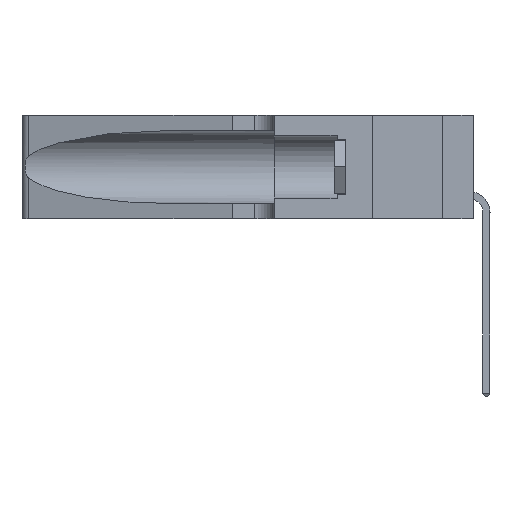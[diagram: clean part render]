
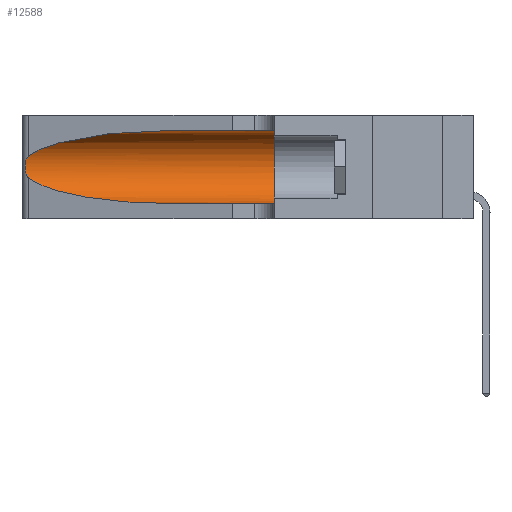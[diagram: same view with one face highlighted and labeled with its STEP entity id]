
A CAD part, left-side view. The second image highlights one B-rep face of the part: STEP entity #12588.
In plain terms, the highlighted cylindrical face has radius 3.308 mm (diameter 6.617 mm), a partial arc.
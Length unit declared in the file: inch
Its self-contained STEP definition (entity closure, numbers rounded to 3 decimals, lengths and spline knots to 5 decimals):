
#1479 = EDGE_CURVE ( 'NONE', #38345, #39625, #36262, .T. ) ;
#1663 = EDGE_LOOP ( 'NONE', ( #26315, #41078, #10286, #20705, #29954, #25212 ) ) ;
#1758 = CARTESIAN_POINT ( 'NONE',  ( 0.18966, 0.96281, 0.05475 ) ) ;
#6497 = CYLINDRICAL_SURFACE ( 'NONE', #23481, 0.13025 ) ;
#7750 = CARTESIAN_POINT ( 'NONE',  ( 0.25487, 1.22718, 0.22369 ) ) ;
#8757 = CARTESIAN_POINT ( 'NONE',  ( 0.1305, 0.35, 0.185 ) ) ;
#9508 = VECTOR ( 'NONE', #33289, 39.37008 ) ;
#9576 = CARTESIAN_POINT ( 'NONE',  ( 0.2373, 1.15595, 0.28018 ) ) ;
#10199 = EDGE_CURVE ( 'NONE', #38345, #27992, #15716, .T. ) ;
#10286 = ORIENTED_EDGE ( 'NONE', *, *, #12878, .T. ) ;
#11398 = EDGE_CURVE ( 'NONE', #46930, #29083, #28161, .T. ) ;
#12588 = ADVANCED_FACE ( 'NONE', ( #30252 ), #6497, .F. ) ;
#12878 = EDGE_CURVE ( 'NONE', #25785, #46930, #32283, .T. ) ;
#12915 = CARTESIAN_POINT ( 'NONE',  ( 0.1305, 0.72297, 0.31525 ) ) ;
#13915 = CARTESIAN_POINT ( 'NONE',  ( 0.1305, 0.72297, 0.05475 ) ) ;
#14188 = CARTESIAN_POINT ( 'NONE',  ( 0.25487, 1.22718, 0.22369 ) ) ;
#15716 =( BOUNDED_CURVE ( )  B_SPLINE_CURVE ( 3, ( #19987, #41910, #9576, #27407 ),
 .UNSPECIFIED., .F., .T. ) 
 B_SPLINE_CURVE_WITH_KNOTS ( ( 4, 4 ),
 ( 1.5708, 2.84003 ),
 .UNSPECIFIED. ) 
 CURVE ( )  GEOMETRIC_REPRESENTATION_ITEM ( )  RATIONAL_B_SPLINE_CURVE ( ( 1., 0.87, 0.87, 1. ) ) 
 REPRESENTATION_ITEM ( '' )  );
#16207 = DIRECTION ( 'NONE',  ( 0., -1., 0. ) ) ;
#16520 = CARTESIAN_POINT ( 'NONE',  ( 0.25487, 1.22718, 0.14631 ) ) ;
#16945 = VECTOR ( 'NONE', #31270, 39.37008 ) ;
#17120 = CIRCLE ( 'NONE', #24668, 0.13025 ) ;
#17648 = CARTESIAN_POINT ( 'NONE',  ( 0.26075, 1.23896, 0.178 ) ) ;
#18526 = CARTESIAN_POINT ( 'NONE',  ( 0.25789, 1.23486, 0.15765 ) ) ;
#19528 = CARTESIAN_POINT ( 'NONE',  ( 0.2373, 1.15595, 0.08982 ) ) ;
#19908 = CARTESIAN_POINT ( 'NONE',  ( 0.25487, 1.22718, 0.14631 ) ) ;
#19987 = CARTESIAN_POINT ( 'NONE',  ( 0.1305, 0.72297, 0.31525 ) ) ;
#20705 = ORIENTED_EDGE ( 'NONE', *, *, #11398, .T. ) ;
#21099 = CARTESIAN_POINT ( 'NONE',  ( 0.25555, 1.22994, 0.2215 ) ) ;
#21594 = EDGE_CURVE ( 'NONE', #27992, #25785, #46276, .T. ) ;
#22679 = DIRECTION ( 'NONE',  ( 0., 1., 0. ) ) ;
#23481 = AXIS2_PLACEMENT_3D ( 'NONE', #33284, #16207, #27907 ) ;
#23760 = CARTESIAN_POINT ( 'NONE',  ( 0.25487, 1.22718, 0.14631 ) ) ;
#24668 = AXIS2_PLACEMENT_3D ( 'NONE', #8757, #22679, #44583 ) ;
#24748 = CARTESIAN_POINT ( 'NONE',  ( 0.25854, 1.2359, 0.20912 ) ) ;
#25212 = ORIENTED_EDGE ( 'NONE', *, *, #1479, .F. ) ;
#25785 = VERTEX_POINT ( 'NONE', #16520 ) ;
#26315 = ORIENTED_EDGE ( 'NONE', *, *, #10199, .T. ) ;
#27407 = CARTESIAN_POINT ( 'NONE',  ( 0.25487, 1.22718, 0.22369 ) ) ;
#27609 = CARTESIAN_POINT ( 'NONE',  ( 0.1305, 1.61858, 0.31525 ) ) ;
#27907 = DIRECTION ( 'NONE',  ( 0., 0., -1. ) ) ;
#27926 = CARTESIAN_POINT ( 'NONE',  ( 0.1305, 0.35, 0.05475 ) ) ;
#27992 = VERTEX_POINT ( 'NONE', #7750 ) ;
#28161 = LINE ( 'NONE', #43834, #9508 ) ;
#28690 = CARTESIAN_POINT ( 'NONE',  ( 0.25639, 1.23186, 0.15144 ) ) ;
#29083 = VERTEX_POINT ( 'NONE', #27926 ) ;
#29954 = ORIENTED_EDGE ( 'NONE', *, *, #35976, .F. ) ;
#30135 = CARTESIAN_POINT ( 'NONE',  ( 0.1305, 0.72297, 0.05475 ) ) ;
#30252 = FACE_OUTER_BOUND ( 'NONE', #1663, .T. ) ;
#31270 = DIRECTION ( 'NONE',  ( 0., -1., 0. ) ) ;
#32283 =( BOUNDED_CURVE ( )  B_SPLINE_CURVE ( 3, ( #23760, #19528, #1758, #30135 ),
 .UNSPECIFIED., .F., .F. ) 
 B_SPLINE_CURVE_WITH_KNOTS ( ( 4, 4 ),
 ( 3.44316, 4.71239 ),
 .UNSPECIFIED. ) 
 CURVE ( )  GEOMETRIC_REPRESENTATION_ITEM ( )  RATIONAL_B_SPLINE_CURVE ( ( 1., 0.87, 0.87, 1. ) ) 
 REPRESENTATION_ITEM ( '' )  );
#32483 = CARTESIAN_POINT ( 'NONE',  ( 0.25555, 1.22993, 0.14849 ) ) ;
#32917 = CARTESIAN_POINT ( 'NONE',  ( 0.25856, 1.23593, 0.16098 ) ) ;
#33284 = CARTESIAN_POINT ( 'NONE',  ( 0.1305, 1.61858, 0.185 ) ) ;
#33289 = DIRECTION ( 'NONE',  ( 0., -1., 0. ) ) ;
#35976 = EDGE_CURVE ( 'NONE', #39625, #29083, #17120, .T. ) ;
#36262 = LINE ( 'NONE', #27609, #16945 ) ;
#37018 = CARTESIAN_POINT ( 'NONE',  ( 0.1305, 0.35, 0.31525 ) ) ;
#38345 = VERTEX_POINT ( 'NONE', #12915 ) ;
#39382 = CARTESIAN_POINT ( 'NONE',  ( 0.26075, 1.23896, 0.19203 ) ) ;
#39625 = VERTEX_POINT ( 'NONE', #37018 ) ;
#39990 = CARTESIAN_POINT ( 'NONE',  ( 0.26017, 1.23833, 0.17102 ) ) ;
#41078 = ORIENTED_EDGE ( 'NONE', *, *, #21594, .T. ) ;
#41910 = CARTESIAN_POINT ( 'NONE',  ( 0.18966, 0.96281, 0.31525 ) ) ;
#43170 = CARTESIAN_POINT ( 'NONE',  ( 0.25639, 1.23184, 0.21858 ) ) ;
#43834 = CARTESIAN_POINT ( 'NONE',  ( 0.1305, 1.61858, 0.05475 ) ) ;
#44583 = DIRECTION ( 'NONE',  ( 0., 0., 1. ) ) ;
#46016 = CARTESIAN_POINT ( 'NONE',  ( 0.26018, 1.23835, 0.19895 ) ) ;
#46276 = B_SPLINE_CURVE_WITH_KNOTS ( 'NONE', 3,
 ( #14188, #21099, #43170, #46498, #24748, #46016, #39382, #17648, #39990, #32917, #18526, #28690, #32483, #19908 ),
 .UNSPECIFIED., .F., .F.,
 ( 4, 2, 2, 2, 2, 2, 4 ),
 ( 0., 0.00027, 0.00053, 0.00107, 0.0016, 0.00187, 0.00214 ),
 .UNSPECIFIED. ) ;
#46498 = CARTESIAN_POINT ( 'NONE',  ( 0.25787, 1.23484, 0.2124 ) ) ;
#46930 = VERTEX_POINT ( 'NONE', #13915 ) ;
